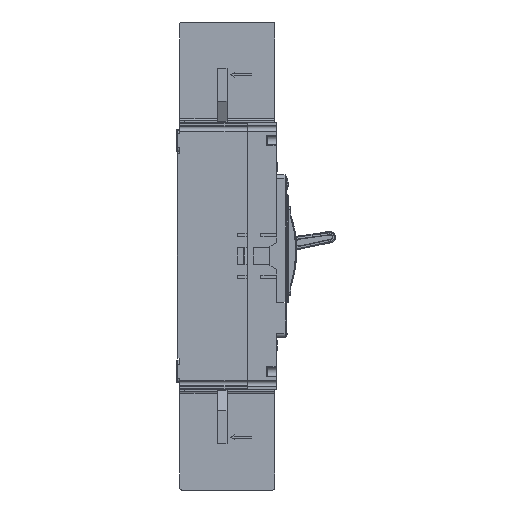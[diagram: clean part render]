
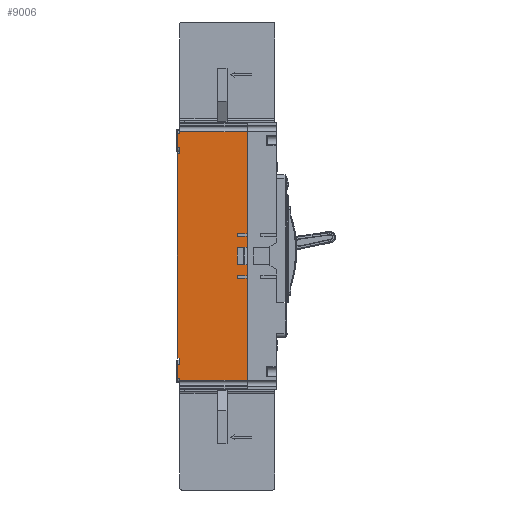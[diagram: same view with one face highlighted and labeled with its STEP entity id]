
A CAD part, left-side view. The second image highlights one B-rep face of the part: STEP entity #9006.
In plain terms, the highlighted planar face has unit normal (-1, 0, 0).
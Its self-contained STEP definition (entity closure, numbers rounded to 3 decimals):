
#5267=PLANE('',#76652);
#9006=ADVANCED_FACE('',(#13526),#5267,.T.);
#13526=FACE_OUTER_BOUND('',#17744,.T.);
#17744=EDGE_LOOP('',(#50079,#50080,#50081,#50082,#50083,#50084,#50085,#50086,
#50087,#50088,#50089,#50090,#50091,#50092,#50093,#50094,#50095,#50096,#50097,
#50098,#50099,#50100,#50101,#50102,#50103,#50104,#50105,#50106,#50107,#50108,
#50109,#50110,#50111,#50112));
#24543=LINE('',#120776,#32231);
#24547=LINE('',#120784,#32235);
#24564=LINE('',#120835,#32252);
#24568=LINE('',#120843,#32256);
#24706=LINE('',#121155,#32394);
#24707=LINE('',#121156,#32395);
#24708=LINE('',#121160,#32396);
#24709=LINE('',#121164,#32397);
#24710=LINE('',#121165,#32398);
#24711=LINE('',#121167,#32399);
#24712=LINE('',#121169,#32400);
#24713=LINE('',#121171,#32401);
#24714=LINE('',#121173,#32402);
#24715=LINE('',#121175,#32403);
#24716=LINE('',#121177,#32404);
#24717=LINE('',#121179,#32405);
#24718=LINE('',#121181,#32406);
#24719=LINE('',#121183,#32407);
#24720=LINE('',#121185,#32408);
#24721=LINE('',#121187,#32409);
#24722=LINE('',#121189,#32410);
#24723=LINE('',#121191,#32411);
#24724=LINE('',#121193,#32412);
#24725=LINE('',#121194,#32413);
#24726=LINE('',#121198,#32414);
#24727=LINE('',#121202,#32415);
#24728=LINE('',#121203,#32416);
#24729=LINE('',#121207,#32417);
#32231=VECTOR('',#92364,1.);
#32235=VECTOR('',#92368,1.);
#32252=VECTOR('',#92405,1.);
#32256=VECTOR('',#92409,1.);
#32394=VECTOR('',#92641,1.);
#32395=VECTOR('',#92642,1.);
#32396=VECTOR('',#92645,1.);
#32397=VECTOR('',#92648,1.);
#32398=VECTOR('',#92649,1.);
#32399=VECTOR('',#92650,1.);
#32400=VECTOR('',#92651,1.);
#32401=VECTOR('',#92652,1.);
#32402=VECTOR('',#92653,1.);
#32403=VECTOR('',#92654,1.);
#32404=VECTOR('',#92655,1.);
#32405=VECTOR('',#92656,1.);
#32406=VECTOR('',#92657,1.);
#32407=VECTOR('',#92658,1.);
#32408=VECTOR('',#92659,1.);
#32409=VECTOR('',#92660,1.);
#32410=VECTOR('',#92661,1.);
#32411=VECTOR('',#92662,1.);
#32412=VECTOR('',#92663,1.);
#32413=VECTOR('',#92664,1.);
#32414=VECTOR('',#92667,1.);
#32415=VECTOR('',#92670,1.);
#32416=VECTOR('',#92671,1.);
#32417=VECTOR('',#92674,1.);
#50079=ORIENTED_EDGE('',*,*,#69017,.T.);
#50080=ORIENTED_EDGE('',*,*,#69018,.F.);
#50081=ORIENTED_EDGE('',*,*,#68859,.T.);
#50082=ORIENTED_EDGE('',*,*,#69019,.T.);
#50083=ORIENTED_EDGE('',*,*,#69020,.T.);
#50084=ORIENTED_EDGE('',*,*,#69021,.T.);
#50085=ORIENTED_EDGE('',*,*,#69022,.T.);
#50086=ORIENTED_EDGE('',*,*,#69023,.F.);
#50087=ORIENTED_EDGE('',*,*,#68855,.F.);
#50088=ORIENTED_EDGE('',*,*,#69024,.T.);
#50089=ORIENTED_EDGE('',*,*,#69025,.T.);
#50090=ORIENTED_EDGE('',*,*,#69026,.T.);
#50091=ORIENTED_EDGE('',*,*,#69027,.F.);
#50092=ORIENTED_EDGE('',*,*,#69028,.F.);
#50093=ORIENTED_EDGE('',*,*,#69029,.F.);
#50094=ORIENTED_EDGE('',*,*,#69030,.F.);
#50095=ORIENTED_EDGE('',*,*,#69031,.F.);
#50096=ORIENTED_EDGE('',*,*,#69032,.T.);
#50097=ORIENTED_EDGE('',*,*,#69033,.F.);
#50098=ORIENTED_EDGE('',*,*,#69034,.T.);
#50099=ORIENTED_EDGE('',*,*,#69035,.F.);
#50100=ORIENTED_EDGE('',*,*,#69036,.F.);
#50101=ORIENTED_EDGE('',*,*,#69037,.T.);
#50102=ORIENTED_EDGE('',*,*,#69038,.T.);
#50103=ORIENTED_EDGE('',*,*,#68829,.F.);
#50104=ORIENTED_EDGE('',*,*,#69039,.T.);
#50105=ORIENTED_EDGE('',*,*,#69040,.T.);
#50106=ORIENTED_EDGE('',*,*,#69041,.T.);
#50107=ORIENTED_EDGE('',*,*,#69042,.T.);
#50108=ORIENTED_EDGE('',*,*,#69043,.F.);
#50109=ORIENTED_EDGE('',*,*,#68825,.T.);
#50110=ORIENTED_EDGE('',*,*,#69044,.T.);
#50111=ORIENTED_EDGE('',*,*,#69045,.T.);
#50112=ORIENTED_EDGE('',*,*,#69046,.T.);
#59418=VERTEX_POINT('',#120775);
#59419=VERTEX_POINT('',#120777);
#59422=VERTEX_POINT('',#120783);
#59423=VERTEX_POINT('',#120785);
#59446=VERTEX_POINT('',#120834);
#59447=VERTEX_POINT('',#120836);
#59450=VERTEX_POINT('',#120842);
#59451=VERTEX_POINT('',#120844);
#59576=VERTEX_POINT('',#121153);
#59577=VERTEX_POINT('',#121154);
#59578=VERTEX_POINT('',#121157);
#59579=VERTEX_POINT('',#121159);
#59580=VERTEX_POINT('',#121161);
#59581=VERTEX_POINT('',#121163);
#59582=VERTEX_POINT('',#121166);
#59583=VERTEX_POINT('',#121168);
#59584=VERTEX_POINT('',#121170);
#59585=VERTEX_POINT('',#121172);
#59586=VERTEX_POINT('',#121174);
#59587=VERTEX_POINT('',#121176);
#59588=VERTEX_POINT('',#121178);
#59589=VERTEX_POINT('',#121180);
#59590=VERTEX_POINT('',#121182);
#59591=VERTEX_POINT('',#121184);
#59592=VERTEX_POINT('',#121186);
#59593=VERTEX_POINT('',#121188);
#59594=VERTEX_POINT('',#121190);
#59595=VERTEX_POINT('',#121192);
#59596=VERTEX_POINT('',#121195);
#59597=VERTEX_POINT('',#121197);
#59598=VERTEX_POINT('',#121199);
#59599=VERTEX_POINT('',#121201);
#59600=VERTEX_POINT('',#121204);
#59601=VERTEX_POINT('',#121206);
#68825=EDGE_CURVE('',#59419,#59418,#24543,.T.);
#68829=EDGE_CURVE('',#59422,#59423,#24547,.T.);
#68855=EDGE_CURVE('',#59446,#59447,#24564,.T.);
#68859=EDGE_CURVE('',#59451,#59450,#24568,.T.);
#69017=EDGE_CURVE('',#59576,#59577,#72041,.T.);
#69018=EDGE_CURVE('',#59451,#59577,#24706,.T.);
#69019=EDGE_CURVE('',#59450,#59578,#24707,.T.);
#69020=EDGE_CURVE('',#59578,#59579,#72042,.T.);
#69021=EDGE_CURVE('',#59579,#59580,#24708,.T.);
#69022=EDGE_CURVE('',#59580,#59581,#72043,.T.);
#69023=EDGE_CURVE('',#59447,#59581,#24709,.T.);
#69024=EDGE_CURVE('',#59446,#59582,#24710,.T.);
#69025=EDGE_CURVE('',#59582,#59583,#24711,.T.);
#69026=EDGE_CURVE('',#59583,#59584,#24712,.T.);
#69027=EDGE_CURVE('',#59585,#59584,#24713,.T.);
#69028=EDGE_CURVE('',#59586,#59585,#24714,.T.);
#69029=EDGE_CURVE('',#59587,#59586,#24715,.T.);
#69030=EDGE_CURVE('',#59588,#59587,#24716,.T.);
#69031=EDGE_CURVE('',#59589,#59588,#24717,.T.);
#69032=EDGE_CURVE('',#59589,#59590,#24718,.T.);
#69033=EDGE_CURVE('',#59591,#59590,#24719,.T.);
#69034=EDGE_CURVE('',#59591,#59592,#24720,.T.);
#69035=EDGE_CURVE('',#59593,#59592,#24721,.T.);
#69036=EDGE_CURVE('',#59594,#59593,#24722,.T.);
#69037=EDGE_CURVE('',#59594,#59595,#24723,.T.);
#69038=EDGE_CURVE('',#59595,#59423,#24724,.T.);
#69039=EDGE_CURVE('',#59422,#59596,#24725,.T.);
#69040=EDGE_CURVE('',#59596,#59597,#72044,.T.);
#69041=EDGE_CURVE('',#59597,#59598,#24726,.T.);
#69042=EDGE_CURVE('',#59598,#59599,#72045,.T.);
#69043=EDGE_CURVE('',#59419,#59599,#24727,.T.);
#69044=EDGE_CURVE('',#59418,#59600,#24728,.T.);
#69045=EDGE_CURVE('',#59600,#59601,#72046,.T.);
#69046=EDGE_CURVE('',#59601,#59576,#24729,.T.);
#72041=CIRCLE('',#76646,0.5);
#72042=CIRCLE('',#76647,0.5);
#72043=CIRCLE('',#76648,0.5);
#72044=CIRCLE('',#76649,0.5);
#72045=CIRCLE('',#76650,0.5);
#72046=CIRCLE('',#76651,0.5);
#76646=AXIS2_PLACEMENT_3D('',#121152,#92639,#92640);
#76647=AXIS2_PLACEMENT_3D('',#121158,#92643,#92644);
#76648=AXIS2_PLACEMENT_3D('',#121162,#92646,#92647);
#76649=AXIS2_PLACEMENT_3D('',#121196,#92665,#92666);
#76650=AXIS2_PLACEMENT_3D('',#121200,#92668,#92669);
#76651=AXIS2_PLACEMENT_3D('',#121205,#92672,#92673);
#76652=AXIS2_PLACEMENT_3D('',#121208,#92675,#92676);
#92364=DIRECTION('',(0.,0.,1.));
#92368=DIRECTION('',(0.,0.,-1.));
#92405=DIRECTION('',(0.,0.,-1.));
#92409=DIRECTION('',(0.,0.,1.));
#92639=DIRECTION('',(1.,0.,0.));
#92640=DIRECTION('',(0.,1.,0.));
#92641=DIRECTION('',(0.,1.,0.));
#92642=DIRECTION('',(0.,1.,0.));
#92643=DIRECTION('',(1.,0.,0.));
#92644=DIRECTION('',(0.,0.,-1.));
#92645=DIRECTION('',(0.,0.,1.));
#92646=DIRECTION('',(1.,0.,0.));
#92647=DIRECTION('',(0.,1.,0.));
#92648=DIRECTION('',(0.,1.,0.));
#92649=DIRECTION('',(0.,1.,0.));
#92650=DIRECTION('',(0.,0.,-1.));
#92651=DIRECTION('',(0.,1.,0.));
#92652=DIRECTION('',(0.,0.,1.));
#92653=DIRECTION('',(0.,1.,0.));
#92654=DIRECTION('',(0.,0.,1.));
#92655=DIRECTION('',(0.,-1.,0.));
#92656=DIRECTION('',(0.,0.,1.));
#92657=DIRECTION('',(0.,-1.,0.));
#92658=DIRECTION('',(0.,0.,1.));
#92659=DIRECTION('',(0.,1.,0.));
#92660=DIRECTION('',(0.,0.,1.));
#92661=DIRECTION('',(0.,1.,0.));
#92662=DIRECTION('',(0.,0.,-1.));
#92663=DIRECTION('',(0.,-1.,0.));
#92664=DIRECTION('',(0.,1.,0.));
#92665=DIRECTION('',(1.,0.,0.));
#92666=DIRECTION('',(0.,0.,-1.));
#92667=DIRECTION('',(0.,0.,1.));
#92668=DIRECTION('',(1.,0.,0.));
#92669=DIRECTION('',(0.,1.,0.));
#92670=DIRECTION('',(0.,1.,0.));
#92671=DIRECTION('',(0.,1.,0.));
#92672=DIRECTION('',(1.,0.,0.));
#92673=DIRECTION('',(0.,0.,-1.));
#92674=DIRECTION('',(0.,0.,1.));
#92675=DIRECTION('',(-1.,0.,0.));
#92676=DIRECTION('',(0.,0.,-1.));
#120775=CARTESIAN_POINT('',(0.,3.,-149.));
#120776=CARTESIAN_POINT('',(0.,3.,-160.5));
#120777=CARTESIAN_POINT('',(0.,3.,-160.5));
#120783=CARTESIAN_POINT('',(0.,3.,-163.5));
#120784=CARTESIAN_POINT('',(0.,3.,-163.5));
#120785=CARTESIAN_POINT('',(0.,3.,-270.536));
#120834=CARTESIAN_POINT('',(0.,3.,-9.464));
#120835=CARTESIAN_POINT('',(0.,3.,-9.464));
#120836=CARTESIAN_POINT('',(0.,3.,-116.5));
#120842=CARTESIAN_POINT('',(0.,3.,-119.5));
#120843=CARTESIAN_POINT('',(0.,3.,-131.));
#120844=CARTESIAN_POINT('',(0.,3.,-131.));
#121152=CARTESIAN_POINT('',(0.,12.8,-131.5));
#121153=CARTESIAN_POINT('',(0.,13.3,-131.5));
#121154=CARTESIAN_POINT('',(0.,12.8,-131.));
#121155=CARTESIAN_POINT('',(0.,3.,-131.));
#121156=CARTESIAN_POINT('',(0.,3.,-119.5));
#121157=CARTESIAN_POINT('',(0.,12.8,-119.5));
#121158=CARTESIAN_POINT('',(0.,12.8,-119.));
#121159=CARTESIAN_POINT('',(0.,13.3,-119.));
#121160=CARTESIAN_POINT('',(0.,13.3,-119.));
#121161=CARTESIAN_POINT('',(0.,13.3,-117.));
#121162=CARTESIAN_POINT('',(0.,12.8,-117.));
#121163=CARTESIAN_POINT('',(0.,12.8,-116.5));
#121164=CARTESIAN_POINT('',(0.,3.,-116.5));
#121165=CARTESIAN_POINT('',(0.,3.,-9.464));
#121166=CARTESIAN_POINT('',(0.,73.5,-9.464));
#121167=CARTESIAN_POINT('',(0.,73.5,-9.464));
#121168=CARTESIAN_POINT('',(0.,73.5,-11.5));
#121169=CARTESIAN_POINT('',(0.,73.5,-11.5));
#121170=CARTESIAN_POINT('',(0.,76.,-11.5));
#121171=CARTESIAN_POINT('',(0.,76.,-26.5));
#121172=CARTESIAN_POINT('',(0.,76.,-26.5));
#121173=CARTESIAN_POINT('',(0.,73.5,-26.5));
#121174=CARTESIAN_POINT('',(0.,73.5,-26.5));
#121175=CARTESIAN_POINT('',(0.,73.5,-32.5));
#121176=CARTESIAN_POINT('',(0.,73.5,-32.5));
#121177=CARTESIAN_POINT('',(0.,75.5,-32.5));
#121178=CARTESIAN_POINT('',(0.,75.5,-32.5));
#121179=CARTESIAN_POINT('',(0.,75.5,-247.5));
#121180=CARTESIAN_POINT('',(0.,75.5,-247.5));
#121181=CARTESIAN_POINT('',(0.,75.5,-247.5));
#121182=CARTESIAN_POINT('',(0.,73.5,-247.5));
#121183=CARTESIAN_POINT('',(0.,73.5,-253.5));
#121184=CARTESIAN_POINT('',(0.,73.5,-253.5));
#121185=CARTESIAN_POINT('',(0.,73.5,-253.5));
#121186=CARTESIAN_POINT('',(0.,76.,-253.5));
#121187=CARTESIAN_POINT('',(0.,76.,-268.5));
#121188=CARTESIAN_POINT('',(0.,76.,-268.5));
#121189=CARTESIAN_POINT('',(0.,73.5,-268.5));
#121190=CARTESIAN_POINT('',(0.,73.5,-268.5));
#121191=CARTESIAN_POINT('',(0.,73.5,-268.5));
#121192=CARTESIAN_POINT('',(0.,73.5,-270.536));
#121193=CARTESIAN_POINT('',(0.,73.5,-270.536));
#121194=CARTESIAN_POINT('',(0.,3.,-163.5));
#121195=CARTESIAN_POINT('',(0.,12.8,-163.5));
#121196=CARTESIAN_POINT('',(0.,12.8,-163.));
#121197=CARTESIAN_POINT('',(0.,13.3,-163.));
#121198=CARTESIAN_POINT('',(0.,13.3,-163.));
#121199=CARTESIAN_POINT('',(0.,13.3,-161.));
#121200=CARTESIAN_POINT('',(0.,12.8,-161.));
#121201=CARTESIAN_POINT('',(0.,12.8,-160.5));
#121202=CARTESIAN_POINT('',(0.,3.,-160.5));
#121203=CARTESIAN_POINT('',(0.,3.,-149.));
#121204=CARTESIAN_POINT('',(0.,12.8,-149.));
#121205=CARTESIAN_POINT('',(0.,12.8,-148.5));
#121206=CARTESIAN_POINT('',(0.,13.3,-148.5));
#121207=CARTESIAN_POINT('',(0.,13.3,-148.5));
#121208=CARTESIAN_POINT('',(0.,3.,-280.));
